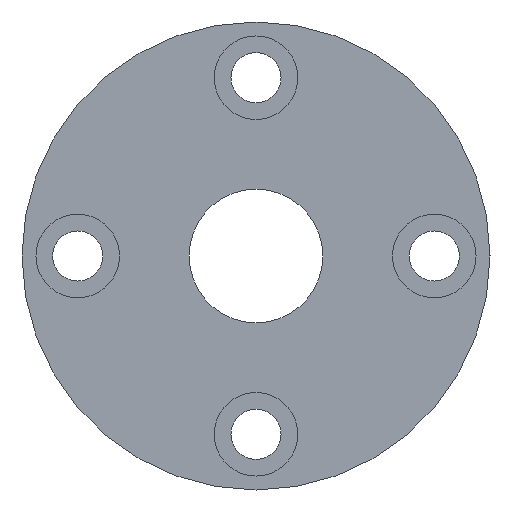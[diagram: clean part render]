
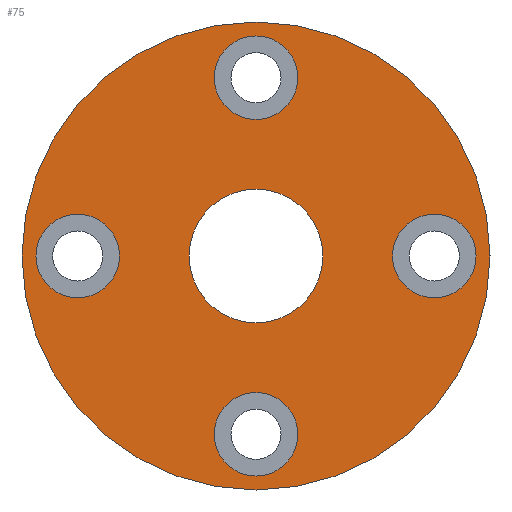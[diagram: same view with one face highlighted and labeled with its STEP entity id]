
A CAD part, left-side view. The second image highlights one B-rep face of the part: STEP entity #75.
In plain terms, the highlighted planar face has unit normal (-1, 0, 0).
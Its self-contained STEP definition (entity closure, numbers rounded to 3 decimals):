
#75 = ADVANCED_FACE( '', ( #97, #98, #99, #100, #101, #102 ), #103, .T. );
#97 = FACE_BOUND( '', #168, .T. );
#98 = FACE_BOUND( '', #169, .T. );
#99 = FACE_BOUND( '', #170, .T. );
#100 = FACE_OUTER_BOUND( '', #171, .T. );
#101 = FACE_BOUND( '', #172, .T. );
#102 = FACE_BOUND( '', #173, .T. );
#103 = PLANE( '', #174 );
#168 = EDGE_LOOP( '', ( #239 ) );
#169 = EDGE_LOOP( '', ( #240 ) );
#170 = EDGE_LOOP( '', ( #241 ) );
#171 = EDGE_LOOP( '', ( #242 ) );
#172 = EDGE_LOOP( '', ( #243 ) );
#173 = EDGE_LOOP( '', ( #244 ) );
#174 = AXIS2_PLACEMENT_3D( '', #245, #246, #247 );
#239 = ORIENTED_EDGE( '', *, *, #352, .T. );
#240 = ORIENTED_EDGE( '', *, *, #353, .T. );
#241 = ORIENTED_EDGE( '', *, *, #354, .T. );
#242 = ORIENTED_EDGE( '', *, *, #355, .F. );
#243 = ORIENTED_EDGE( '', *, *, #356, .T. );
#244 = ORIENTED_EDGE( '', *, *, #357, .T. );
#245 = CARTESIAN_POINT( '', ( 0., 21., 0. ) );
#246 = DIRECTION( '', ( -1., 0., 0. ) );
#247 = DIRECTION( '', ( 0., 0., 1. ) );
#352 = EDGE_CURVE( '', #377, #377, #378, .T. );
#353 = EDGE_CURVE( '', #379, #379, #380, .F. );
#354 = EDGE_CURVE( '', #381, #381, #382, .T. );
#355 = EDGE_CURVE( '', #383, #383, #384, .T. );
#356 = EDGE_CURVE( '', #385, #385, #386, .T. );
#357 = EDGE_CURVE( '', #387, #387, #388, .T. );
#377 = VERTEX_POINT( '', #427 );
#378 = CIRCLE( '', #428, 6. );
#379 = VERTEX_POINT( '', #429 );
#380 = CIRCLE( '', #430, 3.75 );
#381 = VERTEX_POINT( '', #431 );
#382 = CIRCLE( '', #432, 3.75 );
#383 = VERTEX_POINT( '', #433 );
#384 = CIRCLE( '', #434, 21. );
#385 = VERTEX_POINT( '', #435 );
#386 = CIRCLE( '', #436, 3.75 );
#387 = VERTEX_POINT( '', #437 );
#388 = CIRCLE( '', #438, 3.75 );
#427 = CARTESIAN_POINT( '', ( 0., 0., -6. ) );
#428 = AXIS2_PLACEMENT_3D( '', #477, #478, #479 );
#429 = CARTESIAN_POINT( '', ( 0., 16., 3.75 ) );
#430 = AXIS2_PLACEMENT_3D( '', #480, #481, #482 );
#431 = CARTESIAN_POINT( '', ( 0., 0., -19.75 ) );
#432 = AXIS2_PLACEMENT_3D( '', #483, #484, #485 );
#433 = CARTESIAN_POINT( '', ( 0., 0., -21. ) );
#434 = AXIS2_PLACEMENT_3D( '', #486, #487, #488 );
#435 = CARTESIAN_POINT( '', ( 0., -16., -3.75 ) );
#436 = AXIS2_PLACEMENT_3D( '', #489, #490, #491 );
#437 = CARTESIAN_POINT( '', ( 0., 0., 12.25 ) );
#438 = AXIS2_PLACEMENT_3D( '', #492, #493, #494 );
#477 = CARTESIAN_POINT( '', ( 0., 0., 0. ) );
#478 = DIRECTION( '', ( 1., 0., 0. ) );
#479 = DIRECTION( '', ( 0., 0., -1. ) );
#480 = CARTESIAN_POINT( '', ( 0., 16., 0. ) );
#481 = DIRECTION( '', ( -1., 0., 0. ) );
#482 = DIRECTION( '', ( 0., 0., 1. ) );
#483 = CARTESIAN_POINT( '', ( 0., 0., -16. ) );
#484 = DIRECTION( '', ( 1., 0., 0. ) );
#485 = DIRECTION( '', ( 0., 0., -1. ) );
#486 = CARTESIAN_POINT( '', ( 0., 0., 0. ) );
#487 = DIRECTION( '', ( 1., 0., 0. ) );
#488 = DIRECTION( '', ( 0., 0., -1. ) );
#489 = CARTESIAN_POINT( '', ( 0., -16., 0. ) );
#490 = DIRECTION( '', ( 1., 0., 0. ) );
#491 = DIRECTION( '', ( 0., 0., -1. ) );
#492 = CARTESIAN_POINT( '', ( 0., 0., 16. ) );
#493 = DIRECTION( '', ( 1., 0., 0. ) );
#494 = DIRECTION( '', ( 0., 0., -1. ) );
